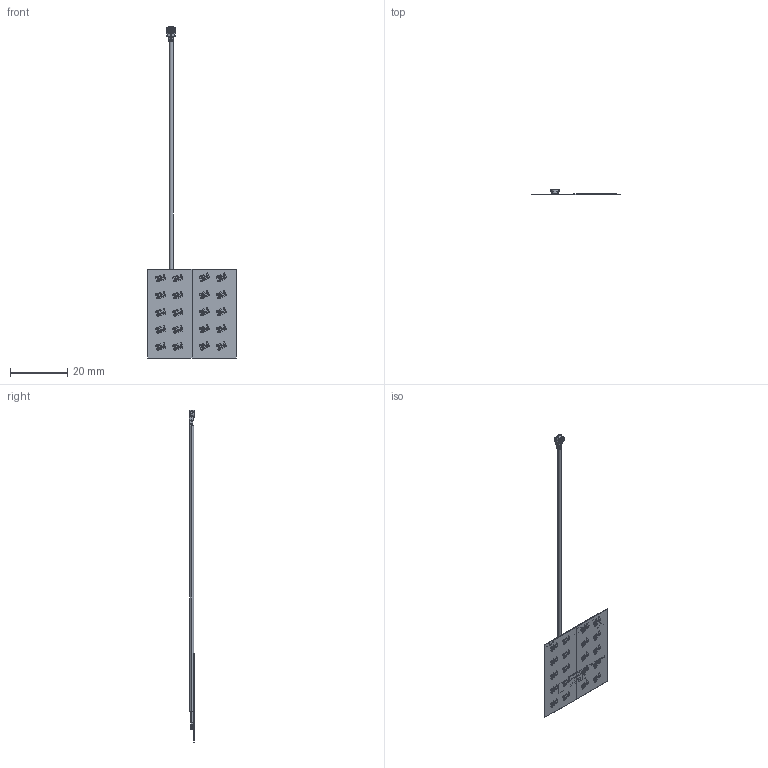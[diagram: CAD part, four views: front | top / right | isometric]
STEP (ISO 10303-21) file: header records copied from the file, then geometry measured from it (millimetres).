
FILE_DESCRIPTION (( 'STEP AP214' ), '1' );
FILE_NAME ('FXP810.07.0100C_web.STEP', '2020-06-02T02:41:19', ( '' ), ( '' ), 'SwSTEP 2.0', 'SolidWorks 2018', '' );
FILE_SCHEMA (( 'AUTOMOTIVE_DESIGN' ));
Length unit declared in the file: millimetre
Products named in the file (10): FXP810_預設; p3_預設; p8_預設; FXP810.07.0100C_web; p6_預設; p4_預設; 204511G000000A_IPEX_預設; Double-Sided Adhesive_預設; 1.37 Cable_預設; p7_預設
Assembly tree (9 placements, depth 3):
  FXP810.07.0100C_web
    FXP810_預設
    1.37 Cable_預設
    Double-Sided Adhesive_預設
    204511G000000A_IPEX_預設
      p6_預設
      p7_預設
      p4_預設
      p3_預設
      p8_預設
Bounding box: 31 x 2 x 116.2 mm (x, y, z)
Volume: 394.7 mm3; surface area: 6378.4 mm2
Topology: 12 solids, 12 shells, 1949 faces, 5375 edges, 3576 vertices
Faces by surface type: plane 1065, bspline 769, cylinder 101, torus 14
Entity records: 100062 total; most frequent: CARTESIAN_POINT 43168, ORIENTED_EDGE 10750, DIRECTION 6353, EDGE_CURVE 5375, VERTEX_POINT 3576, LINE 3563, VECTOR 3563, EDGE_LOOP 2081
